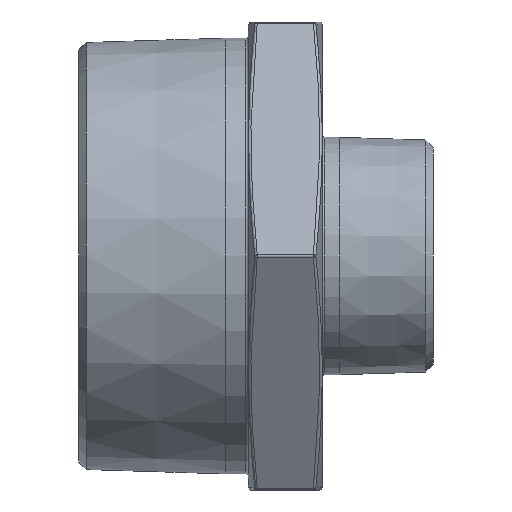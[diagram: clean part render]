
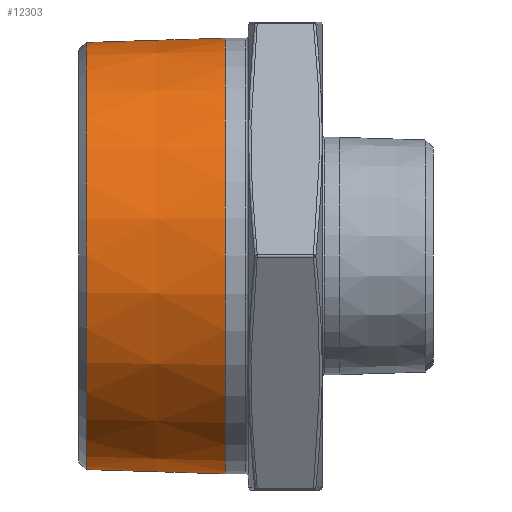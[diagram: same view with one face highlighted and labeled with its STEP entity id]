
A CAD part, front view. The second image highlights one B-rep face of the part: STEP entity #12303.
In plain terms, the highlighted conical face has half-angle 1.79 degrees and reference radius 43.942 mm.
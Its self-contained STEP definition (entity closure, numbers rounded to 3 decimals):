
#303 = AXIS2_PLACEMENT_3D ( 'NONE', #8347, #8423, #12696 ) ;
#1128 = AXIS2_PLACEMENT_3D ( 'NONE', #3330, #8833, #4547 ) ;
#1379 = AXIS2_PLACEMENT_3D ( 'NONE', #9241, #2877, #9462 ) ;
#2067 = CONICAL_SURFACE ( 'NONE', #1379, 43.942, 0.031 ) ;
#2808 = FACE_OUTER_BOUND ( 'NONE', #9536, .T. ) ;
#2877 = DIRECTION ( 'NONE',  ( 1., 0., 0. ) ) ;
#2941 = EDGE_CURVE ( 'NONE', #13196, #13196, #3895, .T. ) ;
#3330 = CARTESIAN_POINT ( 'NONE',  ( 29.8, 0., 0. ) ) ;
#3895 = CIRCLE ( 'NONE', #303, 43.346 ) ;
#4547 = DIRECTION ( 'NONE',  ( 0., 0., 1. ) ) ;
#6093 = CIRCLE ( 'NONE', #1128, 44.229 ) ;
#7796 = CARTESIAN_POINT ( 'NONE',  ( 1.527, 0., 43.346 ) ) ;
#8347 = CARTESIAN_POINT ( 'NONE',  ( 1.527, 0., 0. ) ) ;
#8423 = DIRECTION ( 'NONE',  ( 1., 0., 0. ) ) ;
#8833 = DIRECTION ( 'NONE',  ( -1., 0., 0. ) ) ;
#9241 = CARTESIAN_POINT ( 'NONE',  ( 20.6, 0., 0. ) ) ;
#9462 = DIRECTION ( 'NONE',  ( 0., 0., -1. ) ) ;
#9536 = EDGE_LOOP ( 'NONE', ( #12715 ) ) ;
#10138 = VERTEX_POINT ( 'NONE', #10349 ) ;
#10349 = CARTESIAN_POINT ( 'NONE',  ( 29.8, 0., 44.229 ) ) ;
#10813 = EDGE_CURVE ( 'NONE', #10138, #10138, #6093, .T. ) ;
#12303 = ADVANCED_FACE ( 'NONE', ( #13645, #2808 ), #2067, .T. ) ;
#12553 = ORIENTED_EDGE ( 'NONE', *, *, #2941, .T. ) ;
#12696 = DIRECTION ( 'NONE',  ( 0., 0., 1. ) ) ;
#12715 = ORIENTED_EDGE ( 'NONE', *, *, #10813, .T. ) ;
#13196 = VERTEX_POINT ( 'NONE', #7796 ) ;
#13634 = EDGE_LOOP ( 'NONE', ( #12553 ) ) ;
#13645 = FACE_BOUND ( 'NONE', #13634, .T. ) ;
